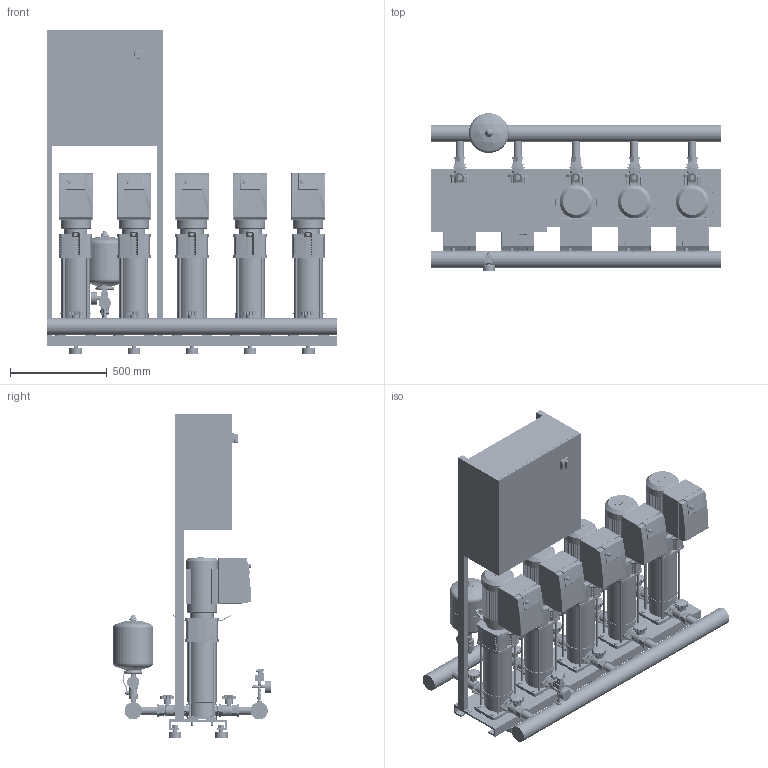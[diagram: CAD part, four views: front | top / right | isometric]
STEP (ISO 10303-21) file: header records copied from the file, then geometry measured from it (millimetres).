
FILE_DESCRIPTION((''),'2;1');
FILE_NAME('3d_COR-5HELIXVE606_K_CCE-01-2536367.stp','2015-10-05T07:18:13',(''),(''),'Mechanical Desktop 2009','Mechanical Desktop 2009',', , ');
FILE_SCHEMA(('CONFIG_CONTROL_DESIGN'));
Length unit declared in the file: millimetre
Products named in the file (1): Product
Bounding box: 1500 x 813 x 1670 mm (x, y, z)
Volume: 245366281.2 mm3; surface area: 12169897.4 mm2
Topology: 236 solids, 236 shells, 6856 faces, 17418 edges, 11317 vertices
Faces by surface type: plane 2860, cylinder 1932, bspline 1633, cone 251, torus 114, sphere 66
Entity records: 219479 total; most frequent: CARTESIAN_POINT 55168, ORIENTED_EDGE 34668, DIRECTION 32394, EDGE_CURVE 17334, VERTEX_POINT 11310, VECTOR 11102, LINE 11102, AXIS2_PLACEMENT_3D 10646
